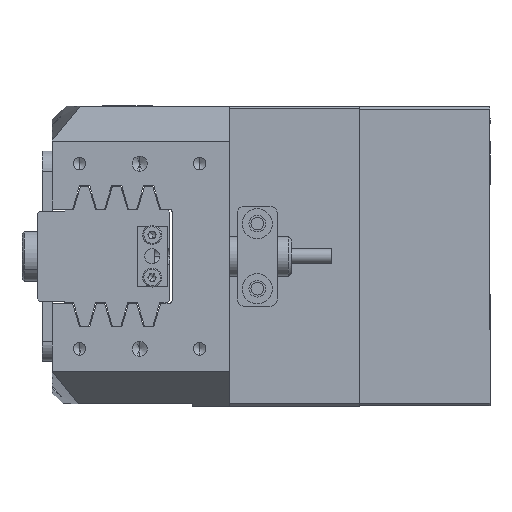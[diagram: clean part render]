
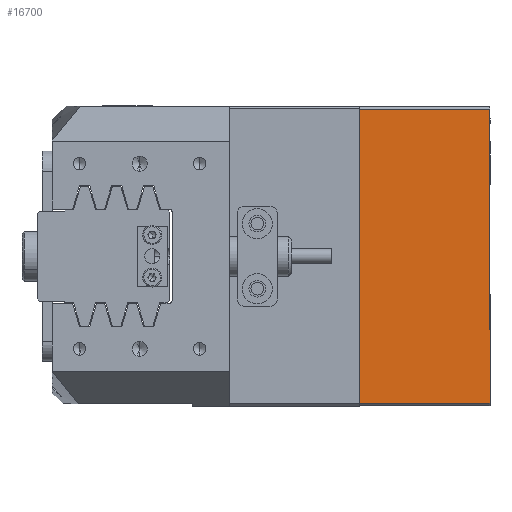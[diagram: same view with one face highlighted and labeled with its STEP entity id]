
A CAD part, left-side view. The second image highlights one B-rep face of the part: STEP entity #16700.
In plain terms, the highlighted planar face has unit normal (-1, 0, 0).
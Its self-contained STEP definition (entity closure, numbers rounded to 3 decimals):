
#2816 = FACE_OUTER_BOUND ( 'NONE', #20136, .T. ) ;
#3050 = CARTESIAN_POINT ( 'NONE',  ( -51., -29.4, 0. ) ) ;
#3331 = VECTOR ( 'NONE', #37034, 1000. ) ;
#3442 = CARTESIAN_POINT ( 'NONE',  ( -51., 29.4, -26. ) ) ;
#4105 = ORIENTED_EDGE ( 'NONE', *, *, #12186, .T. ) ;
#4422 = CARTESIAN_POINT ( 'NONE',  ( -51., 29.9, -26. ) ) ;
#5577 = PLANE ( 'NONE',  #14191 ) ;
#6777 = LINE ( 'NONE', #4422, #33347 ) ;
#6953 = DIRECTION ( 'NONE',  ( 0., 0., 1. ) ) ;
#8238 = DIRECTION ( 'NONE',  ( 1., 0., 0. ) ) ;
#8741 = LINE ( 'NONE', #17054, #24348 ) ;
#10803 = DIRECTION ( 'NONE',  ( 0., 1., 0. ) ) ;
#11346 = ORIENTED_EDGE ( 'NONE', *, *, #22744, .F. ) ;
#11690 = CARTESIAN_POINT ( 'NONE',  ( -51., 29.4, -26. ) ) ;
#12186 = EDGE_CURVE ( 'NONE', #32875, #15106, #12984, .T. ) ;
#12984 = LINE ( 'NONE', #22007, #14403 ) ;
#14191 = AXIS2_PLACEMENT_3D ( 'NONE', #26607, #8238, #38617 ) ;
#14403 = VECTOR ( 'NONE', #6953, 1000. ) ;
#15106 = VERTEX_POINT ( 'NONE', #3050 ) ;
#15202 = LINE ( 'NONE', #3442, #3331 ) ;
#16700 = ADVANCED_FACE ( 'NONE', ( #2816 ), #5577, .F. ) ;
#17054 = CARTESIAN_POINT ( 'NONE',  ( -51., 29.9, 0. ) ) ;
#20136 = EDGE_LOOP ( 'NONE', ( #37879, #20455, #11346, #4105 ) ) ;
#20455 = ORIENTED_EDGE ( 'NONE', *, *, #32038, .T. ) ;
#21408 = EDGE_CURVE ( 'NONE', #15106, #33474, #8741, .T. ) ;
#22007 = CARTESIAN_POINT ( 'NONE',  ( -51., -29.4, -26. ) ) ;
#22744 = EDGE_CURVE ( 'NONE', #32875, #37848, #6777, .T. ) ;
#24348 = VECTOR ( 'NONE', #38312, 1000. ) ;
#26350 = CARTESIAN_POINT ( 'NONE',  ( -51., 29.4, 0. ) ) ;
#26607 = CARTESIAN_POINT ( 'NONE',  ( -51., 29.9, -26. ) ) ;
#32038 = EDGE_CURVE ( 'NONE', #33474, #37848, #15202, .T. ) ;
#32875 = VERTEX_POINT ( 'NONE', #35112 ) ;
#33347 = VECTOR ( 'NONE', #10803, 1000. ) ;
#33474 = VERTEX_POINT ( 'NONE', #26350 ) ;
#35112 = CARTESIAN_POINT ( 'NONE',  ( -51., -29.4, -26. ) ) ;
#37034 = DIRECTION ( 'NONE',  ( 0., 0., -1. ) ) ;
#37848 = VERTEX_POINT ( 'NONE', #11690 ) ;
#37879 = ORIENTED_EDGE ( 'NONE', *, *, #21408, .T. ) ;
#38312 = DIRECTION ( 'NONE',  ( 0., 1., 0. ) ) ;
#38617 = DIRECTION ( 'NONE',  ( 0., 1., 0. ) ) ;
